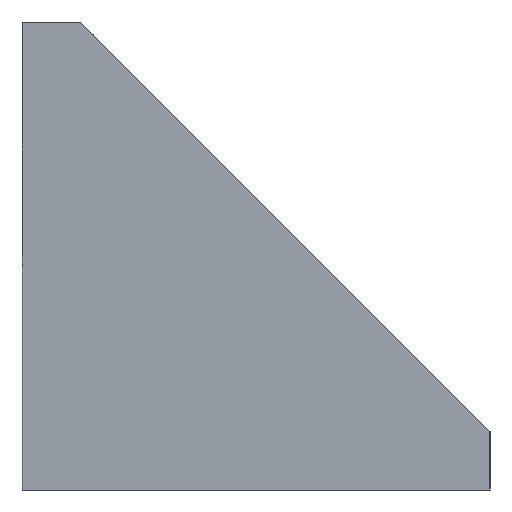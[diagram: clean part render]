
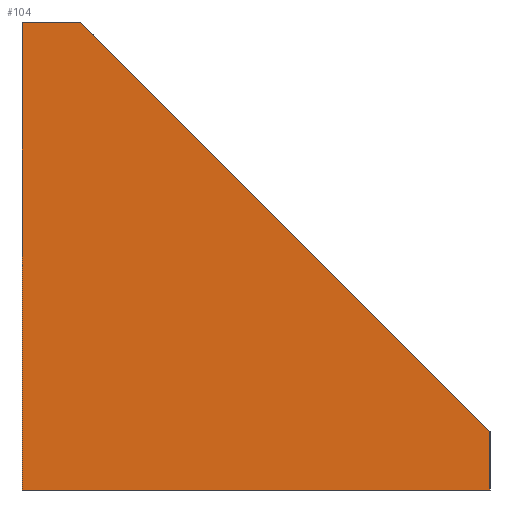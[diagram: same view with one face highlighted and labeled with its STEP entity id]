
A CAD part, left-side view. The second image highlights one B-rep face of the part: STEP entity #104.
In plain terms, the highlighted planar face has unit normal (-1, 0, 0).
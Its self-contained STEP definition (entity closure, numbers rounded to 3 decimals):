
#104=ADVANCED_FACE('',(#210),#211,.T.);
#210=FACE_OUTER_BOUND('',#310,.T.);
#211=PLANE('',#311);
#310=EDGE_LOOP('',(#564,#565,#566,#567,#568));
#311=AXIS2_PLACEMENT_3D('',#569,#570,#571);
#564=ORIENTED_EDGE('',*,*,#597,.T.);
#565=ORIENTED_EDGE('',*,*,#698,.T.);
#566=ORIENTED_EDGE('',*,*,#693,.T.);
#567=ORIENTED_EDGE('',*,*,#699,.F.);
#568=ORIENTED_EDGE('',*,*,#662,.F.);
#569=CARTESIAN_POINT('',(-19.0,0.0,0.0));
#570=DIRECTION('',(-1.0,0.,0.0));
#571=DIRECTION('',(0.0,0.0,1.0));
#597=EDGE_CURVE('',#705,#706,#707,.T.);
#662=EDGE_CURVE('',#705,#809,#810,.T.);
#693=EDGE_CURVE('',#851,#852,#853,.T.);
#698=EDGE_CURVE('',#706,#851,#858,.T.);
#699=EDGE_CURVE('',#809,#852,#859,.T.);
#705=VERTEX_POINT('',#865);
#706=VERTEX_POINT('',#866);
#707=LINE('',#867,#868);
#809=VERTEX_POINT('',#1020);
#810=LINE('',#1021,#1022);
#851=VERTEX_POINT('',#1083);
#852=VERTEX_POINT('',#1084);
#853=LINE('',#1085,#1086);
#858=LINE('',#1094,#1095);
#859=LINE('',#1096,#1097);
#865=CARTESIAN_POINT('',(-19.0,0.0,0.0));
#866=CARTESIAN_POINT('',(-19.0,-36.0,0.0));
#867=CARTESIAN_POINT('',(-19.0,0.0,0.0));
#868=VECTOR('',#1102,36.0);
#1020=CARTESIAN_POINT('',(-19.0,0.0,36.0));
#1021=CARTESIAN_POINT('',(-19.0,0.0,0.0));
#1022=VECTOR('',#1153,36.0);
#1083=CARTESIAN_POINT('',(-19.0,-36.0,4.5));
#1084=CARTESIAN_POINT('',(-19.0,-4.5,36.0));
#1085=CARTESIAN_POINT('',(-19.0,-36.0,4.5));
#1086=VECTOR('',#1174,44.548);
#1094=CARTESIAN_POINT('',(-19.0,-36.0,0.0));
#1095=VECTOR('',#1178,4.5);
#1096=CARTESIAN_POINT('',(-19.0,0.0,36.0));
#1097=VECTOR('',#1179,4.5);
#1102=DIRECTION('',(0.,-1.0,0.0));
#1153=DIRECTION('',(0.0,0.0,1.0));
#1174=DIRECTION('',(0.,0.707,0.707));
#1178=DIRECTION('',(0.0,0.0,1.0));
#1179=DIRECTION('',(0.,-1.0,0.0));
